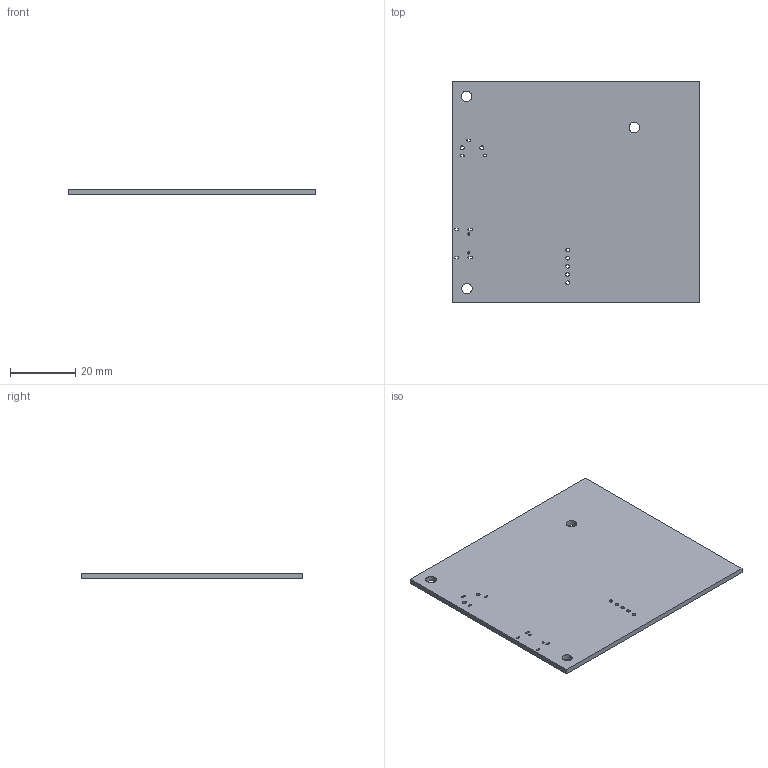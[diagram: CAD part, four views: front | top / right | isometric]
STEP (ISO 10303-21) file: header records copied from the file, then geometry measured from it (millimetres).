
FILE_DESCRIPTION(('Designed by EasyEDA Pro'),'2;1');
FILE_NAME('Open CASCADE Shape Model','2025-12-20T13:52:22',('Author'),( 'Open CASCADE'),'Open CASCADE STEP processor 7.8','Open CASCADE 7.8' ,'Unknown');
FILE_SCHEMA(('AUTOMOTIVE_DESIGN { 1 0 10303 214 1 1 1 1 }'));
Length unit declared in the file: millimetre
Products named in the file (6): EasyEDA PCB Model~Sa5H; Board~Sa5H; TopCopper~Sa5H; BottomCopper~Sa5H; TopFpcStiffener~Sa5H; BottomFpcStiffener~Sa5H
Assembly tree (5 placements, depth 2):
  EasyEDA PCB Model~Sa5H
    Board~Sa5H
    TopCopper~Sa5H
    BottomCopper~Sa5H
    TopFpcStiffener~Sa5H
    BottomFpcStiffener~Sa5H
Bounding box: 75.97 x 67.97 x 1.6 mm (x, y, z)
Volume: 8204.4 mm3; surface area: 10847.3 mm2
Topology: 1 solids, 1 shells, 58 faces, 168 edges, 112 vertices
Faces by surface type: cylinder 38, plane 20
Entity records: 2528 total; most frequent: DIRECTION 372, CARTESIAN_POINT 344, ORIENTED_EDGE 336, EDGE_CURVE 168, AXIS2_PLACEMENT_3D 140, VERTEX_POINT 112, FACE_BOUND 96, EDGE_LOOP 96
